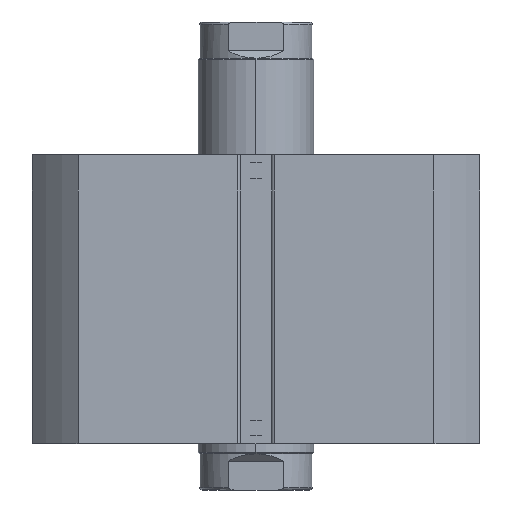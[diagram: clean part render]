
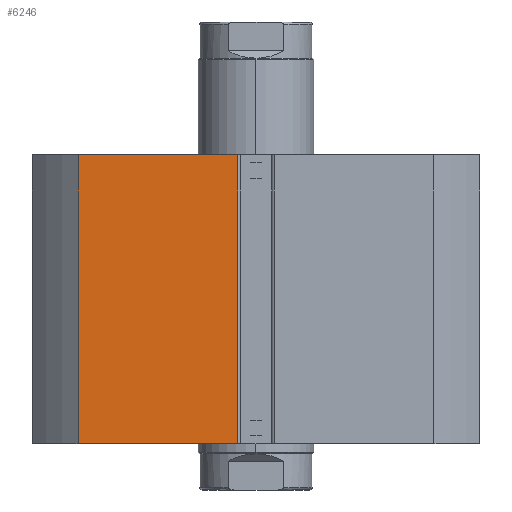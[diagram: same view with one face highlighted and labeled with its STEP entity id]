
A CAD part, front view. The second image highlights one B-rep face of the part: STEP entity #6246.
In plain terms, the highlighted planar face has unit normal (0, -1, 0).
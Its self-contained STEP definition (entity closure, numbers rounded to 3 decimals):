
#474 = ORIENTED_EDGE ( 'NONE', *, *, #914, .F. ) ;
#476 = ORIENTED_EDGE ( 'NONE', *, *, #1029, .T. ) ;
#490 = ORIENTED_EDGE ( 'NONE', *, *, #1007, .T. ) ;
#492 = ORIENTED_EDGE ( 'NONE', *, *, #1031, .F. ) ;
#914 = EDGE_CURVE ( 'NONE', #4438, #4432, #5707, .T. ) ;
#1007 = EDGE_CURVE ( 'NONE', #4300, #4301, #2968, .T. ) ;
#1029 = EDGE_CURVE ( 'NONE', #4301, #4432, #3013, .T. ) ;
#1031 = EDGE_CURVE ( 'NONE', #4300, #4438, #3019, .T. ) ;
#1367 = AXIS2_PLACEMENT_3D ( 'NONE', #6495, #6501, #6502 ) ;
#1668 = CARTESIAN_POINT ( 'NONE',  ( -38.75, -38.75, 50. ) ) ;
#1669 = DIRECTION ( 'NONE',  ( 1., 0., 0. ) ) ;
#1889 = CARTESIAN_POINT ( 'NONE',  ( -38.75, -38.75, 0. ) ) ;
#1890 = DIRECTION ( 'NONE',  ( 1., 0., 0. ) ) ;
#1931 = CARTESIAN_POINT ( 'NONE',  ( -3.2, -38.75, 50. ) ) ;
#1943 = DIRECTION ( 'NONE',  ( 0., 0., 1. ) ) ;
#1946 = CARTESIAN_POINT ( 'NONE',  ( -30.801, -38.75, 0. ) ) ;
#1947 = DIRECTION ( 'NONE',  ( 0., 0., 1. ) ) ;
#2408 = CARTESIAN_POINT ( 'NONE',  ( -30.801, -38.75, 0. ) ) ;
#2409 = CARTESIAN_POINT ( 'NONE',  ( -3.2, -38.75, 0. ) ) ;
#2540 = CARTESIAN_POINT ( 'NONE',  ( -3.2, -38.75, 50. ) ) ;
#2546 = CARTESIAN_POINT ( 'NONE',  ( -30.801, -38.75, 50. ) ) ;
#2968 = LINE ( 'NONE', #1889, #2972 ) ;
#2972 = VECTOR ( 'NONE', #1890, 1000. ) ;
#3013 = LINE ( 'NONE', #1931, #3015 ) ;
#3015 = VECTOR ( 'NONE', #1943, 1000. ) ;
#3019 = LINE ( 'NONE', #1946, #3020 ) ;
#3020 = VECTOR ( 'NONE', #1947, 1000. ) ;
#3353 = FACE_OUTER_BOUND ( 'NONE', #5907, .T. ) ;
#4300 = VERTEX_POINT ( 'NONE', #2408 ) ;
#4301 = VERTEX_POINT ( 'NONE', #2409 ) ;
#4432 = VERTEX_POINT ( 'NONE', #2540 ) ;
#4438 = VERTEX_POINT ( 'NONE', #2546 ) ;
#5707 = LINE ( 'NONE', #1668, #5708 ) ;
#5708 = VECTOR ( 'NONE', #1669, 1000. ) ;
#5907 = EDGE_LOOP ( 'NONE', ( #492, #490, #476, #474 ) ) ;
#6246 = ADVANCED_FACE ( 'NONE', ( #3353 ), #6492, .F. ) ;
#6492 = PLANE ( 'NONE',  #1367 ) ;
#6495 = CARTESIAN_POINT ( 'NONE',  ( -38.75, -38.75, 50. ) ) ;
#6501 = DIRECTION ( 'NONE',  ( 0., 1., 0. ) ) ;
#6502 = DIRECTION ( 'NONE',  ( 0., 0., 1. ) ) ;
